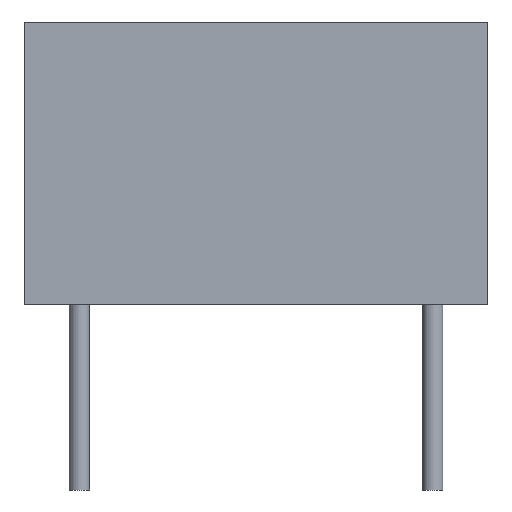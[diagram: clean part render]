
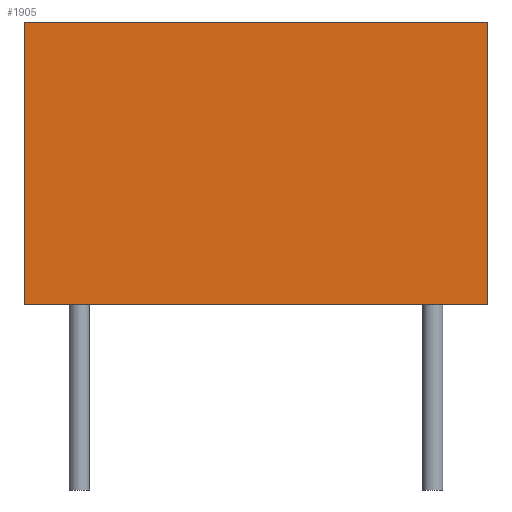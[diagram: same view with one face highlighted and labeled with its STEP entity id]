
A CAD part, left-side view. The second image highlights one B-rep face of the part: STEP entity #1905.
In plain terms, the highlighted planar face has unit normal (-1, 0, 0).
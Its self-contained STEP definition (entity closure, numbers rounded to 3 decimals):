
#195=FACE_OUTER_BOUND('',#317,.T.);
#317=EDGE_LOOP('',(#1638,#1639,#1640,#1641));
#556=LINE('',#3035,#784);
#560=LINE('',#3045,#788);
#566=LINE('',#3056,#794);
#567=LINE('',#3058,#795);
#784=VECTOR('',#2480,10.);
#788=VECTOR('',#2490,10.);
#794=VECTOR('',#2500,10.);
#795=VECTOR('',#2503,10.);
#930=VERTEX_POINT('',#3033);
#931=VERTEX_POINT('',#3034);
#934=VERTEX_POINT('',#3044);
#937=VERTEX_POINT('',#3054);
#1168=EDGE_CURVE('',#930,#931,#556,.T.);
#1172=EDGE_CURVE('',#931,#934,#560,.T.);
#1178=EDGE_CURVE('',#930,#937,#566,.T.);
#1179=EDGE_CURVE('',#934,#937,#567,.T.);
#1638=ORIENTED_EDGE('',*,*,#1168,.F.);
#1639=ORIENTED_EDGE('',*,*,#1178,.T.);
#1640=ORIENTED_EDGE('',*,*,#1179,.F.);
#1641=ORIENTED_EDGE('',*,*,#1172,.F.);
#1797=PLANE('',#2051);
#1905=ADVANCED_FACE('',(#195),#1797,.T.);
#2051=AXIS2_PLACEMENT_3D('',#3057,#2501,#2502);
#2480=DIRECTION('',(0.,-1.,0.));
#2490=DIRECTION('',(0.,0.,-1.));
#2500=DIRECTION('',(0.,0.,-1.));
#2501=DIRECTION('center_axis',(-1.,0.,0.));
#2502=DIRECTION('ref_axis',(0.,1.,0.));
#2503=DIRECTION('',(0.,1.,0.));
#3033=CARTESIAN_POINT('',(0.,10.,0.));
#3034=CARTESIAN_POINT('',(0.,0.,0.));
#3035=CARTESIAN_POINT('',(0.,10.,0.));
#3044=CARTESIAN_POINT('',(0.,0.,-6.1));
#3045=CARTESIAN_POINT('',(0.,0.,0.));
#3054=CARTESIAN_POINT('',(0.,10.,-6.1));
#3056=CARTESIAN_POINT('',(0.,10.,0.));
#3057=CARTESIAN_POINT('Origin',(0.,0.,0.));
#3058=CARTESIAN_POINT('',(0.,10.,-6.1));
